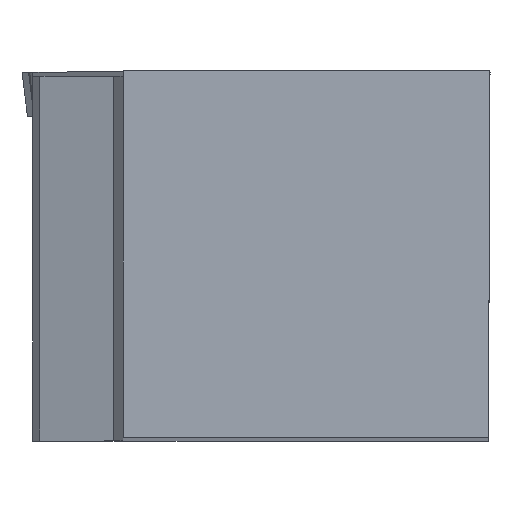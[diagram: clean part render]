
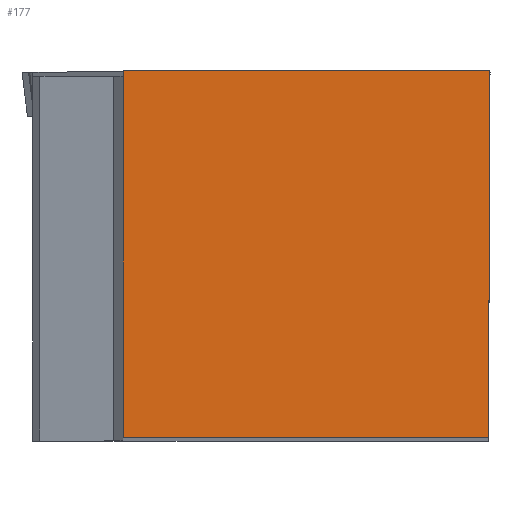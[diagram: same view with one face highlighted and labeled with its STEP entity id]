
A CAD part, top view. The second image highlights one B-rep face of the part: STEP entity #177.
In plain terms, the highlighted planar face has unit normal (0, 0, 1).
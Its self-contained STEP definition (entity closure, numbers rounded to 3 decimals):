
#137=FACE_OUTER_BOUND('',#407,.T.);
#177=ADVANCED_FACE('BLANK_BOXF006',(#137),#208,.F.);
#208=PLANE('',#952);
#232=LINE('',#1332,#297);
#236=LINE('',#1340,#301);
#242=LINE('',#1353,#307);
#272=LINE('',#1498,#337);
#297=VECTOR('',#1054,1.);
#301=VECTOR('',#1060,1.);
#307=VECTOR('',#1068,1.);
#337=VECTOR('',#1142,1.);
#407=EDGE_LOOP('',(#574,#575,#576,#577));
#574=ORIENTED_EDGE('',*,*,#734,.F.);
#575=ORIENTED_EDGE('',*,*,#779,.F.);
#576=ORIENTED_EDGE('',*,*,#728,.F.);
#577=ORIENTED_EDGE('',*,*,#724,.F.);
#646=VERTEX_POINT('',#1331);
#647=VERTEX_POINT('',#1333);
#650=VERTEX_POINT('',#1341);
#655=VERTEX_POINT('',#1352);
#724=EDGE_CURVE('',#646,#647,#232,.T.);
#728=EDGE_CURVE('',#647,#650,#236,.T.);
#734=EDGE_CURVE('',#655,#646,#242,.T.);
#779=EDGE_CURVE('',#650,#655,#272,.T.);
#952=AXIS2_PLACEMENT_3D('',#1514,#1162,#1163);
#1054=DIRECTION('',(1.,0.,0.));
#1060=DIRECTION('',(-0.004,-1.,0.));
#1068=DIRECTION('',(0.,1.,0.));
#1142=DIRECTION('',(-1.,0.,0.));
#1162=DIRECTION('',(0.,0.,-1.));
#1163=DIRECTION('',(-1.,0.,0.));
#1331=CARTESIAN_POINT('',(-19.875,19.875,0.));
#1332=CARTESIAN_POINT('',(-133.35,19.875,0.));
#1333=CARTESIAN_POINT('',(0.,19.875,0.));
#1340=CARTESIAN_POINT('',(0.495,133.349,0.));
#1341=CARTESIAN_POINT('',(-0.087,0.,0.));
#1352=CARTESIAN_POINT('',(-19.875,0.,0.));
#1353=CARTESIAN_POINT('',(-19.875,-133.35,0.));
#1498=CARTESIAN_POINT('',(133.35,0.,0.));
#1514=CARTESIAN_POINT('',(-32.35,-5.,0.));
